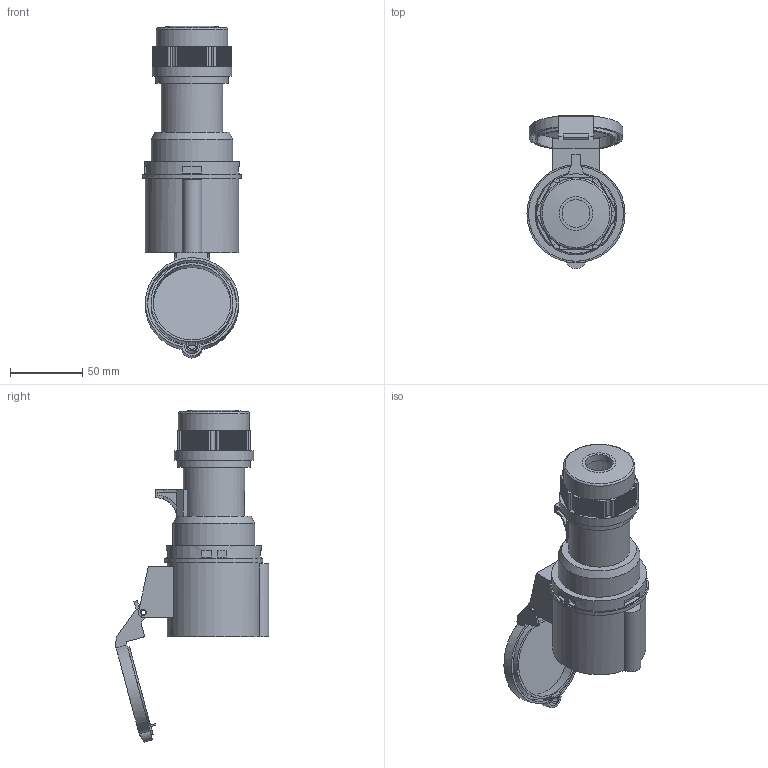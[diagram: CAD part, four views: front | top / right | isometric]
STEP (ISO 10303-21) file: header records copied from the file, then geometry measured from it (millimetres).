
FILE_DESCRIPTION(/* description */ (''),/* implementation_level */ '2;1');
FILE_NAME(/* name */ '红4孔大.stp',/* time_stamp */ '2024-04-22T00:24:17+08:00',/* author */ (''),/* organization */ (''),/* preprocessor_version */ 'ST-DEVELOPER v16',/* originating_system */ 'SIEMENS PLM Software NX 10.0',/* authorisation */ '');
FILE_SCHEMA (('AUTOMOTIVE_DESIGN { 1 0 10303 214 3 1 1 1 }'));
Length unit declared in the file: millimetre
Products named in the file (1): 红4孔大
Bounding box: 67.8 x 106 x 229.29 mm (x, y, z)
Volume: 308927.9 mm3; surface area: 84736.2 mm2
Topology: 5 solids, 5 shells, 537 faces, 1498 edges, 997 vertices
Faces by surface type: plane 461, cylinder 66, cone 7, torus 3
Full cylindrical faces by diameter (mm): 3.3 x1, 3.495 x1, 3.5 x2, 4.059 x1, 7.3 x3, 7.8 x5, 9.4 x2, 14 x3, 19.305 x1, 42.4 x1, 42.64 x1, 46.6 x1, 49.27 x1, 50.05 x1, 53.7 x1, 54.99 x1, 56.6 x1, 64.5 x1, 65.6 x1, 67.8 x1
Entity records: 16802 total; most frequent: CARTESIAN_POINT 3002, ORIENTED_EDGE 2880, DIRECTION 2668, EDGE_CURVE 1440, LINE 1270, VECTOR 1270, VERTEX_POINT 983, AXIS2_PLACEMENT_3D 699
